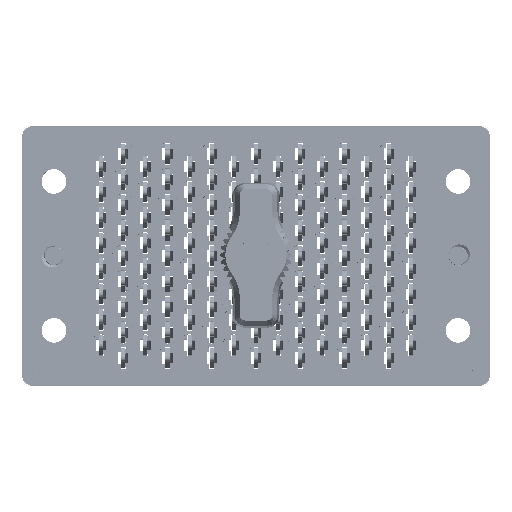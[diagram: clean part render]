
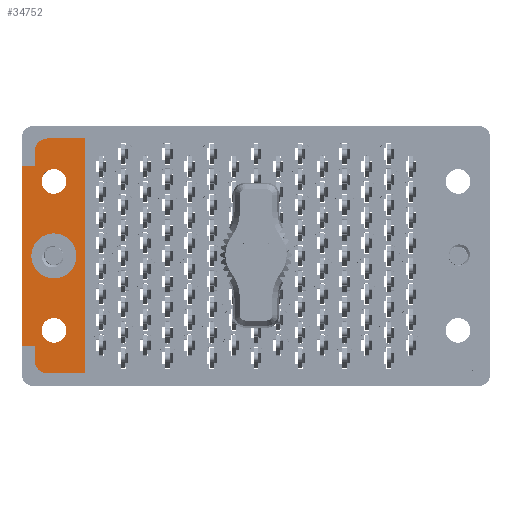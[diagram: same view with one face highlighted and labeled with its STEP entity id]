
A CAD part, top view. The second image highlights one B-rep face of the part: STEP entity #34752.
In plain terms, the highlighted planar face has unit normal (0, 0, 1).
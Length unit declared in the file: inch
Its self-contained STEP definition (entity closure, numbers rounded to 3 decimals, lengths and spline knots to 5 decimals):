
#833 = LINE ( 'NONE', #53776, #21971 ) ;
#1418 = VECTOR ( 'NONE', #91711, 39.37008 ) ;
#1728 = DIRECTION ( 'NONE',  ( 1., 0., 0. ) ) ;
#3440 = DIRECTION ( 'NONE',  ( 1., 0., 0. ) ) ;
#3661 = EDGE_CURVE ( 'NONE', #76190, #104576, #20934, .T. ) ;
#4860 = VECTOR ( 'NONE', #56451, 39.37008 ) ;
#5228 = CARTESIAN_POINT ( 'NONE',  ( -1.3, -0.615, -0.117 ) ) ;
#5528 = AXIS2_PLACEMENT_3D ( 'NONE', #6572, #25856, #70640 ) ;
#6572 = CARTESIAN_POINT ( 'NONE',  ( -1.1875, 0., -0.117 ) ) ;
#6994 = CARTESIAN_POINT ( 'NONE',  ( -1.3, 0.615, -0.117 ) ) ;
#7361 = PLANE ( 'NONE',  #75332 ) ;
#8627 = EDGE_CURVE ( 'NONE', #90757, #76190, #67900, .T. ) ;
#8939 = ORIENTED_EDGE ( 'NONE', *, *, #103209, .F. ) ;
#9065 = DIRECTION ( 'NONE',  ( -1., 0., 0. ) ) ;
#11538 = CIRCLE ( 'NONE', #101557, 0.0725 ) ;
#11882 = VECTOR ( 'NONE', #105610, 39.37008 ) ;
#13479 = DIRECTION ( 'NONE',  ( -1., 0., 0. ) ) ;
#13829 = DIRECTION ( 'NONE',  ( 1., 0., 0. ) ) ;
#14475 = CARTESIAN_POINT ( 'NONE',  ( -1.375, -0.7625, -0.117 ) ) ;
#17289 = CARTESIAN_POINT ( 'NONE',  ( -1.005, -0.69, -0.117 ) ) ;
#17893 = AXIS2_PLACEMENT_3D ( 'NONE', #111500, #21399, #66962 ) ;
#18940 = AXIS2_PLACEMENT_3D ( 'NONE', #102021, #48148, #1728 ) ;
#19819 = LINE ( 'NONE', #91232, #32484 ) ;
#19987 = ORIENTED_EDGE ( 'NONE', *, *, #79945, .T. ) ;
#20934 = LINE ( 'NONE', #95599, #77217 ) ;
#21399 = DIRECTION ( 'NONE',  ( 0., 0., 1. ) ) ;
#21552 = CARTESIAN_POINT ( 'NONE',  ( -1.1875, -0.4375, -0.117 ) ) ;
#21770 = DIRECTION ( 'NONE',  ( 1., 0., 0. ) ) ;
#21971 = VECTOR ( 'NONE', #36038, 39.37008 ) ;
#22558 = LINE ( 'NONE', #82987, #1418 ) ;
#23561 = VERTEX_POINT ( 'NONE', #57355 ) ;
#25856 = DIRECTION ( 'NONE',  ( 0., 0., 1. ) ) ;
#25949 = FACE_BOUND ( 'NONE', #83780, .T. ) ;
#27576 = CARTESIAN_POINT ( 'NONE',  ( -1.26, -0.4375, -0.117 ) ) ;
#28766 = FACE_OUTER_BOUND ( 'NONE', #78093, .T. ) ;
#29653 = DIRECTION ( 'NONE',  ( 0., 0., 1. ) ) ;
#30115 = FACE_BOUND ( 'NONE', #69802, .T. ) ;
#30280 = CIRCLE ( 'NONE', #18940, 0.0725 ) ;
#30346 = ORIENTED_EDGE ( 'NONE', *, *, #57492, .F. ) ;
#31879 = CARTESIAN_POINT ( 'NONE',  ( -1.1875, 0.4375, -0.117 ) ) ;
#32484 = VECTOR ( 'NONE', #9065, 39.37008 ) ;
#34128 = DIRECTION ( 'NONE',  ( -1., 0., 0. ) ) ;
#34752 = ADVANCED_FACE ( 'NONE', ( #30115, #94901, #25949, #28766 ), #7361, .T. ) ;
#35228 = CARTESIAN_POINT ( 'NONE',  ( -1.225, -0.69, -0.117 ) ) ;
#35663 = DIRECTION ( 'NONE',  ( 1., 0., 0. ) ) ;
#35765 = LINE ( 'NONE', #110791, #4860 ) ;
#36038 = DIRECTION ( 'NONE',  ( 0., -1., 0. ) ) ;
#36189 = ORIENTED_EDGE ( 'NONE', *, *, #3661, .T. ) ;
#36636 = LINE ( 'NONE', #62412, #90048 ) ;
#36860 = EDGE_CURVE ( 'NONE', #67830, #56574, #19819, .T. ) ;
#37411 = EDGE_CURVE ( 'NONE', #96322, #108059, #36636, .T. ) ;
#39378 = VERTEX_POINT ( 'NONE', #114418 ) ;
#39597 = DIRECTION ( 'NONE',  ( 0., 0., 1. ) ) ;
#40839 = ORIENTED_EDGE ( 'NONE', *, *, #36860, .F. ) ;
#42622 = CARTESIAN_POINT ( 'NONE',  ( -1.005, 0.7625, -0.117 ) ) ;
#43078 = CARTESIAN_POINT ( 'NONE',  ( -1.005, 0.69, -0.117 ) ) ;
#43941 = EDGE_CURVE ( 'NONE', #86974, #90757, #35765, .T. ) ;
#44966 = AXIS2_PLACEMENT_3D ( 'NONE', #112150, #93216, #110609 ) ;
#45045 = CARTESIAN_POINT ( 'NONE',  ( -1.055, 0., -0.117 ) ) ;
#48137 = CIRCLE ( 'NONE', #99936, 0.0725 ) ;
#48148 = DIRECTION ( 'NONE',  ( 0., 0., 1. ) ) ;
#48937 = EDGE_CURVE ( 'NONE', #112177, #49392, #95667, .T. ) ;
#49392 = VERTEX_POINT ( 'NONE', #27576 ) ;
#49846 = VECTOR ( 'NONE', #13479, 39.37008 ) ;
#49946 = CARTESIAN_POINT ( 'NONE',  ( -1.115, -0.4375, -0.117 ) ) ;
#51632 = AXIS2_PLACEMENT_3D ( 'NONE', #83455, #29653, #21770 ) ;
#53776 = CARTESIAN_POINT ( 'NONE',  ( -1.3, 0., -0.117 ) ) ;
#54125 = EDGE_CURVE ( 'NONE', #104576, #23561, #109042, .T. ) ;
#56451 = DIRECTION ( 'NONE',  ( -1., 0., 0. ) ) ;
#56574 = VERTEX_POINT ( 'NONE', #82607 ) ;
#57355 = CARTESIAN_POINT ( 'NONE',  ( -1.375, 0.5285, -0.117 ) ) ;
#57492 = EDGE_CURVE ( 'NONE', #76643, #39378, #106439, .T. ) ;
#57695 = EDGE_CURVE ( 'NONE', #62562, #108059, #62806, .T. ) ;
#57704 = EDGE_CURVE ( 'NONE', #67830, #62562, #833, .T. ) ;
#62412 = CARTESIAN_POINT ( 'NONE',  ( 0., -0.69, -0.117 ) ) ;
#62449 = EDGE_CURVE ( 'NONE', #39378, #76643, #90308, .T. ) ;
#62509 = DIRECTION ( 'NONE',  ( 0., -1., 0. ) ) ;
#62562 = VERTEX_POINT ( 'NONE', #5228 ) ;
#62806 = CIRCLE ( 'NONE', #114791, 0.075 ) ;
#66962 = DIRECTION ( 'NONE',  ( 1., 0., 0. ) ) ;
#67830 = VERTEX_POINT ( 'NONE', #94916 ) ;
#67900 = CIRCLE ( 'NONE', #44966, 0.075 ) ;
#68980 = VERTEX_POINT ( 'NONE', #76854 ) ;
#69507 = LINE ( 'NONE', #42622, #11882 ) ;
#69802 = EDGE_LOOP ( 'NONE', ( #89539, #88656 ) ) ;
#70640 = DIRECTION ( 'NONE',  ( 1., 0., 0. ) ) ;
#72761 = VERTEX_POINT ( 'NONE', #93766 ) ;
#73113 = ORIENTED_EDGE ( 'NONE', *, *, #37411, .F. ) ;
#73842 = ORIENTED_EDGE ( 'NONE', *, *, #54125, .T. ) ;
#75320 = ORIENTED_EDGE ( 'NONE', *, *, #62449, .F. ) ;
#75332 = AXIS2_PLACEMENT_3D ( 'NONE', #14475, #105360, #77357 ) ;
#75670 = CARTESIAN_POINT ( 'NONE',  ( -1.225, 0.69, -0.117 ) ) ;
#76190 = VERTEX_POINT ( 'NONE', #6994 ) ;
#76643 = VERTEX_POINT ( 'NONE', #45045 ) ;
#76854 = CARTESIAN_POINT ( 'NONE',  ( -1.115, 0.4375, -0.117 ) ) ;
#77130 = CARTESIAN_POINT ( 'NONE',  ( 0., 0.5285, -0.117 ) ) ;
#77217 = VECTOR ( 'NONE', #62509, 39.37008 ) ;
#77357 = DIRECTION ( 'NONE',  ( 1., 0., 0. ) ) ;
#77588 = CARTESIAN_POINT ( 'NONE',  ( -1.3, 0.5285, -0.117 ) ) ;
#78093 = EDGE_LOOP ( 'NONE', ( #109680, #92698, #36189, #73842, #100115, #40839, #102324, #90523, #73113, #19987 ) ) ;
#79867 = EDGE_LOOP ( 'NONE', ( #8939, #96443 ) ) ;
#79945 = EDGE_CURVE ( 'NONE', #96322, #86974, #69507, .T. ) ;
#80827 = CARTESIAN_POINT ( 'NONE',  ( -1.225, -0.615, -0.117 ) ) ;
#81317 = EDGE_CURVE ( 'NONE', #72761, #68980, #48137, .T. ) ;
#82607 = CARTESIAN_POINT ( 'NONE',  ( -1.375, -0.5285, -0.117 ) ) ;
#82987 = CARTESIAN_POINT ( 'NONE',  ( -1.375, 0.7625, -0.117 ) ) ;
#83455 = CARTESIAN_POINT ( 'NONE',  ( -1.1875, -0.4375, -0.117 ) ) ;
#83780 = EDGE_LOOP ( 'NONE', ( #30346, #75320 ) ) ;
#86974 = VERTEX_POINT ( 'NONE', #43078 ) ;
#88656 = ORIENTED_EDGE ( 'NONE', *, *, #98934, .F. ) ;
#89539 = ORIENTED_EDGE ( 'NONE', *, *, #81317, .F. ) ;
#90048 = VECTOR ( 'NONE', #34128, 39.37008 ) ;
#90308 = CIRCLE ( 'NONE', #17893, 0.1325 ) ;
#90523 = ORIENTED_EDGE ( 'NONE', *, *, #57695, .T. ) ;
#90723 = DIRECTION ( 'NONE',  ( 0., 0., 1. ) ) ;
#90757 = VERTEX_POINT ( 'NONE', #75670 ) ;
#91232 = CARTESIAN_POINT ( 'NONE',  ( 0., -0.5285, -0.117 ) ) ;
#91711 = DIRECTION ( 'NONE',  ( 0., -1., 0. ) ) ;
#92698 = ORIENTED_EDGE ( 'NONE', *, *, #8627, .T. ) ;
#93216 = DIRECTION ( 'NONE',  ( 0., 0., 1. ) ) ;
#93766 = CARTESIAN_POINT ( 'NONE',  ( -1.26, 0.4375, -0.117 ) ) ;
#94901 = FACE_BOUND ( 'NONE', #79867, .T. ) ;
#94916 = CARTESIAN_POINT ( 'NONE',  ( -1.3, -0.5285, -0.117 ) ) ;
#95599 = CARTESIAN_POINT ( 'NONE',  ( -1.3, 0., -0.117 ) ) ;
#95667 = CIRCLE ( 'NONE', #51632, 0.0725 ) ;
#96078 = EDGE_CURVE ( 'NONE', #23561, #56574, #22558, .T. ) ;
#96322 = VERTEX_POINT ( 'NONE', #17289 ) ;
#96443 = ORIENTED_EDGE ( 'NONE', *, *, #48937, .F. ) ;
#98934 = EDGE_CURVE ( 'NONE', #68980, #72761, #30280, .T. ) ;
#99936 = AXIS2_PLACEMENT_3D ( 'NONE', #31879, #103506, #13829 ) ;
#100115 = ORIENTED_EDGE ( 'NONE', *, *, #96078, .T. ) ;
#101557 = AXIS2_PLACEMENT_3D ( 'NONE', #21552, #39597, #3440 ) ;
#102021 = CARTESIAN_POINT ( 'NONE',  ( -1.1875, 0.4375, -0.117 ) ) ;
#102324 = ORIENTED_EDGE ( 'NONE', *, *, #57704, .T. ) ;
#103209 = EDGE_CURVE ( 'NONE', #49392, #112177, #11538, .T. ) ;
#103506 = DIRECTION ( 'NONE',  ( 0., 0., 1. ) ) ;
#104576 = VERTEX_POINT ( 'NONE', #77588 ) ;
#105360 = DIRECTION ( 'NONE',  ( 0., 0., 1. ) ) ;
#105610 = DIRECTION ( 'NONE',  ( 0., 1., 0. ) ) ;
#106439 = CIRCLE ( 'NONE', #5528, 0.1325 ) ;
#108059 = VERTEX_POINT ( 'NONE', #35228 ) ;
#109042 = LINE ( 'NONE', #77130, #49846 ) ;
#109680 = ORIENTED_EDGE ( 'NONE', *, *, #43941, .T. ) ;
#110609 = DIRECTION ( 'NONE',  ( 1., 0., 0. ) ) ;
#110791 = CARTESIAN_POINT ( 'NONE',  ( 0., 0.69, -0.117 ) ) ;
#111500 = CARTESIAN_POINT ( 'NONE',  ( -1.1875, 0., -0.117 ) ) ;
#112150 = CARTESIAN_POINT ( 'NONE',  ( -1.225, 0.615, -0.117 ) ) ;
#112177 = VERTEX_POINT ( 'NONE', #49946 ) ;
#114418 = CARTESIAN_POINT ( 'NONE',  ( -1.32, 0., -0.117 ) ) ;
#114791 = AXIS2_PLACEMENT_3D ( 'NONE', #80827, #90723, #35663 ) ;
